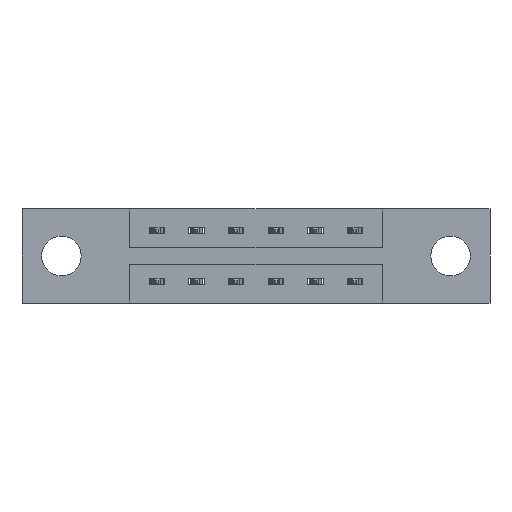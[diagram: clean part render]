
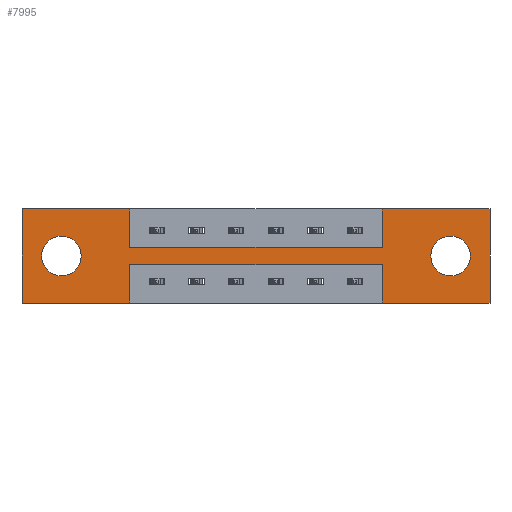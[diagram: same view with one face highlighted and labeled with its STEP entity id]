
A CAD part, front view. The second image highlights one B-rep face of the part: STEP entity #7995.
In plain terms, the highlighted planar face has unit normal (0, -1, 0).
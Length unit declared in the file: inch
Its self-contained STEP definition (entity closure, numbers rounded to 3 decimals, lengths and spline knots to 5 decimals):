
#12 = VERTEX_POINT ( 'NONE', #1833 ) ;
#28 = DIRECTION ( 'NONE',  ( 0., 1., 0. ) ) ;
#35 = EDGE_CURVE ( 'NONE', #4525, #2031, #1599, .T. ) ;
#43 = AXIS2_PLACEMENT_3D ( 'NONE', #8034, #28, #8614 ) ;
#145 = EDGE_CURVE ( 'NONE', #2031, #4525, #4328, .T. ) ;
#147 = CARTESIAN_POINT ( 'NONE',  ( 1.687, 0., -0.263 ) ) ;
#165 = LINE ( 'NONE', #1407, #616 ) ;
#411 = EDGE_LOOP ( 'NONE', ( #6678, #3362, #6214, #1200, #7627, #1056, #6192, #5242, #3465, #9316, #4498, #1371 ) ) ;
#472 = CARTESIAN_POINT ( 'NONE',  ( 0., 0., 0. ) ) ;
#616 = VECTOR ( 'NONE', #2812, 39.37008 ) ;
#627 = CARTESIAN_POINT ( 'NONE',  ( 1.687, 0., -0.185 ) ) ;
#697 = AXIS2_PLACEMENT_3D ( 'NONE', #6095, #1086, #3922 ) ;
#746 = CARTESIAN_POINT ( 'NONE',  ( 0.425, 0., -0.22 ) ) ;
#823 = CARTESIAN_POINT ( 'NONE',  ( 0., 0., -0.37 ) ) ;
#842 = FACE_BOUND ( 'NONE', #9267, .T. ) ;
#960 = EDGE_CURVE ( 'NONE', #12, #3572, #7082, .T. ) ;
#1042 = CARTESIAN_POINT ( 'NONE',  ( 0.425, 0., -0.22 ) ) ;
#1050 = LINE ( 'NONE', #5856, #3001 ) ;
#1056 = ORIENTED_EDGE ( 'NONE', *, *, #8958, .F. ) ;
#1086 = DIRECTION ( 'NONE',  ( 0., 1., 0. ) ) ;
#1138 = EDGE_CURVE ( 'NONE', #3572, #6585, #1166, .T. ) ;
#1164 = CARTESIAN_POINT ( 'NONE',  ( 1.842, 0., 0. ) ) ;
#1166 = LINE ( 'NONE', #472, #8880 ) ;
#1200 = ORIENTED_EDGE ( 'NONE', *, *, #6390, .F. ) ;
#1233 = EDGE_CURVE ( 'NONE', #6585, #6052, #165, .T. ) ;
#1315 = VECTOR ( 'NONE', #5640, 39.37008 ) ;
#1371 = ORIENTED_EDGE ( 'NONE', *, *, #960, .F. ) ;
#1407 = CARTESIAN_POINT ( 'NONE',  ( 0., 0., 0. ) ) ;
#1536 = DIRECTION ( 'NONE',  ( 0., 0., 1. ) ) ;
#1584 = VERTEX_POINT ( 'NONE', #5997 ) ;
#1599 = CIRCLE ( 'NONE', #8565, 0.078 ) ;
#1752 = AXIS2_PLACEMENT_3D ( 'NONE', #4739, #1862, #5429 ) ;
#1833 = CARTESIAN_POINT ( 'NONE',  ( 0.425, 0., -0.37 ) ) ;
#1853 = PLANE ( 'NONE',  #7172 ) ;
#1862 = DIRECTION ( 'NONE',  ( 0., 1., 0. ) ) ;
#1874 = ORIENTED_EDGE ( 'NONE', *, *, #2422, .T. ) ;
#2007 = VECTOR ( 'NONE', #3233, 39.37008 ) ;
#2031 = VERTEX_POINT ( 'NONE', #147 ) ;
#2046 = DIRECTION ( 'NONE',  ( 0., 0., -1. ) ) ;
#2079 = CARTESIAN_POINT ( 'NONE',  ( 0.425, 0., -0.15 ) ) ;
#2290 = FACE_BOUND ( 'NONE', #2748, .T. ) ;
#2334 = LINE ( 'NONE', #1164, #1315 ) ;
#2384 = ORIENTED_EDGE ( 'NONE', *, *, #35, .T. ) ;
#2422 = EDGE_CURVE ( 'NONE', #4596, #8281, #8167, .T. ) ;
#2518 = DIRECTION ( 'NONE',  ( -1., 0., 0. ) ) ;
#2535 = DIRECTION ( 'NONE',  ( 0., 0., -1. ) ) ;
#2748 = EDGE_LOOP ( 'NONE', ( #3032, #1874 ) ) ;
#2757 = CARTESIAN_POINT ( 'NONE',  ( 1.417, 0., -0.37 ) ) ;
#2812 = DIRECTION ( 'NONE',  ( 1., 0., 0. ) ) ;
#2820 = VECTOR ( 'NONE', #1536, 39.37008 ) ;
#2838 = CARTESIAN_POINT ( 'NONE',  ( 1.417, 0., -0.15 ) ) ;
#3001 = VECTOR ( 'NONE', #8844, 39.37008 ) ;
#3032 = ORIENTED_EDGE ( 'NONE', *, *, #3492, .T. ) ;
#3132 = ORIENTED_EDGE ( 'NONE', *, *, #145, .T. ) ;
#3233 = DIRECTION ( 'NONE',  ( -1., 0., 0. ) ) ;
#3362 = ORIENTED_EDGE ( 'NONE', *, *, #6834, .F. ) ;
#3366 = CARTESIAN_POINT ( 'NONE',  ( 0., 0., -0.37 ) ) ;
#3427 = VECTOR ( 'NONE', #6763, 39.37008 ) ;
#3465 = ORIENTED_EDGE ( 'NONE', *, *, #7791, .F. ) ;
#3492 = EDGE_CURVE ( 'NONE', #8281, #4596, #8833, .T. ) ;
#3499 = DIRECTION ( 'NONE',  ( 0., 0., -1. ) ) ;
#3552 = VERTEX_POINT ( 'NONE', #2757 ) ;
#3572 = VERTEX_POINT ( 'NONE', #823 ) ;
#3729 = LINE ( 'NONE', #5897, #2820 ) ;
#3741 = VERTEX_POINT ( 'NONE', #6099 ) ;
#3825 = CARTESIAN_POINT ( 'NONE',  ( 0.155, 0., -0.263 ) ) ;
#3922 = DIRECTION ( 'NONE',  ( 0., 0., 1. ) ) ;
#3955 = VERTEX_POINT ( 'NONE', #2838 ) ;
#3998 = VECTOR ( 'NONE', #3499, 39.37008 ) ;
#4147 = DIRECTION ( 'NONE',  ( 0., 0., 1. ) ) ;
#4259 = VECTOR ( 'NONE', #6778, 39.37008 ) ;
#4291 = VERTEX_POINT ( 'NONE', #7036 ) ;
#4320 = CARTESIAN_POINT ( 'NONE',  ( 0.425, 0., 0. ) ) ;
#4328 = CIRCLE ( 'NONE', #1752, 0.078 ) ;
#4365 = CARTESIAN_POINT ( 'NONE',  ( 0.425, 0., 0. ) ) ;
#4457 = FACE_OUTER_BOUND ( 'NONE', #411, .T. ) ;
#4498 = ORIENTED_EDGE ( 'NONE', *, *, #1138, .F. ) ;
#4525 = VERTEX_POINT ( 'NONE', #7461 ) ;
#4596 = VERTEX_POINT ( 'NONE', #3825 ) ;
#4739 = CARTESIAN_POINT ( 'NONE',  ( 1.687, 0., -0.185 ) ) ;
#4985 = EDGE_CURVE ( 'NONE', #3552, #1584, #3729, .T. ) ;
#5051 = EDGE_CURVE ( 'NONE', #3955, #4291, #6234, .T. ) ;
#5056 = VERTEX_POINT ( 'NONE', #6947 ) ;
#5242 = ORIENTED_EDGE ( 'NONE', *, *, #7850, .F. ) ;
#5351 = LINE ( 'NONE', #6063, #3427 ) ;
#5381 = CARTESIAN_POINT ( 'NONE',  ( 0., 0., -0.37 ) ) ;
#5429 = DIRECTION ( 'NONE',  ( 0., 0., -1. ) ) ;
#5496 = DIRECTION ( 'NONE',  ( 0., 0., -1. ) ) ;
#5640 = DIRECTION ( 'NONE',  ( 0., 0., -1. ) ) ;
#5729 = LINE ( 'NONE', #1042, #4259 ) ;
#5738 = LINE ( 'NONE', #5381, #2007 ) ;
#5818 = EDGE_CURVE ( 'NONE', #3741, #5056, #2334, .T. ) ;
#5856 = CARTESIAN_POINT ( 'NONE',  ( 0.425, 0., -0.15 ) ) ;
#5878 = VECTOR ( 'NONE', #6166, 39.37008 ) ;
#5897 = CARTESIAN_POINT ( 'NONE',  ( 1.417, 0., -0.37 ) ) ;
#5997 = CARTESIAN_POINT ( 'NONE',  ( 1.417, 0., -0.22 ) ) ;
#6052 = VERTEX_POINT ( 'NONE', #4320 ) ;
#6063 = CARTESIAN_POINT ( 'NONE',  ( 0., 0., 0. ) ) ;
#6095 = CARTESIAN_POINT ( 'NONE',  ( 0.155, 0., -0.185 ) ) ;
#6099 = CARTESIAN_POINT ( 'NONE',  ( 1.842, 0., 0. ) ) ;
#6166 = DIRECTION ( 'NONE',  ( 0., 0., 1. ) ) ;
#6192 = ORIENTED_EDGE ( 'NONE', *, *, #5051, .F. ) ;
#6214 = ORIENTED_EDGE ( 'NONE', *, *, #4985, .F. ) ;
#6234 = LINE ( 'NONE', #8787, #5878 ) ;
#6390 = EDGE_CURVE ( 'NONE', #5056, #3552, #5738, .T. ) ;
#6585 = VERTEX_POINT ( 'NONE', #8635 ) ;
#6678 = ORIENTED_EDGE ( 'NONE', *, *, #7743, .F. ) ;
#6716 = VERTEX_POINT ( 'NONE', #746 ) ;
#6763 = DIRECTION ( 'NONE',  ( 1., 0., 0. ) ) ;
#6778 = DIRECTION ( 'NONE',  ( -1., 0., 0. ) ) ;
#6820 = VECTOR ( 'NONE', #2046, 39.37008 ) ;
#6834 = EDGE_CURVE ( 'NONE', #1584, #6716, #5729, .T. ) ;
#6843 = VECTOR ( 'NONE', #2518, 39.37008 ) ;
#6947 = CARTESIAN_POINT ( 'NONE',  ( 1.842, 0., -0.37 ) ) ;
#7036 = CARTESIAN_POINT ( 'NONE',  ( 1.417, 0., 0. ) ) ;
#7082 = LINE ( 'NONE', #8981, #6843 ) ;
#7172 = AXIS2_PLACEMENT_3D ( 'NONE', #3366, #7663, #2535 ) ;
#7351 = CARTESIAN_POINT ( 'NONE',  ( 0.155, 0., -0.107 ) ) ;
#7461 = CARTESIAN_POINT ( 'NONE',  ( 1.687, 0., -0.107 ) ) ;
#7625 = LINE ( 'NONE', #4365, #3998 ) ;
#7627 = ORIENTED_EDGE ( 'NONE', *, *, #5818, .F. ) ;
#7663 = DIRECTION ( 'NONE',  ( 0., -1., 0. ) ) ;
#7743 = EDGE_CURVE ( 'NONE', #6716, #12, #8524, .T. ) ;
#7768 = VERTEX_POINT ( 'NONE', #2079 ) ;
#7791 = EDGE_CURVE ( 'NONE', #6052, #7768, #7625, .T. ) ;
#7850 = EDGE_CURVE ( 'NONE', #7768, #3955, #1050, .T. ) ;
#7995 = ADVANCED_FACE ( 'NONE', ( #842, #2290, #4457 ), #1853, .T. ) ;
#8034 = CARTESIAN_POINT ( 'NONE',  ( 0.155, 0., -0.185 ) ) ;
#8167 = CIRCLE ( 'NONE', #43, 0.078 ) ;
#8281 = VERTEX_POINT ( 'NONE', #7351 ) ;
#8524 = LINE ( 'NONE', #9254, #6820 ) ;
#8565 = AXIS2_PLACEMENT_3D ( 'NONE', #627, #8794, #5496 ) ;
#8614 = DIRECTION ( 'NONE',  ( 0., 0., 1. ) ) ;
#8635 = CARTESIAN_POINT ( 'NONE',  ( 0., 0., 0. ) ) ;
#8787 = CARTESIAN_POINT ( 'NONE',  ( 1.417, 0., 0. ) ) ;
#8794 = DIRECTION ( 'NONE',  ( 0., 1., 0. ) ) ;
#8833 = CIRCLE ( 'NONE', #697, 0.078 ) ;
#8844 = DIRECTION ( 'NONE',  ( 1., 0., 0. ) ) ;
#8880 = VECTOR ( 'NONE', #4147, 39.37008 ) ;
#8958 = EDGE_CURVE ( 'NONE', #4291, #3741, #5351, .T. ) ;
#8981 = CARTESIAN_POINT ( 'NONE',  ( 0., 0., -0.37 ) ) ;
#9254 = CARTESIAN_POINT ( 'NONE',  ( 0.425, 0., -0.37 ) ) ;
#9267 = EDGE_LOOP ( 'NONE', ( #2384, #3132 ) ) ;
#9316 = ORIENTED_EDGE ( 'NONE', *, *, #1233, .F. ) ;
